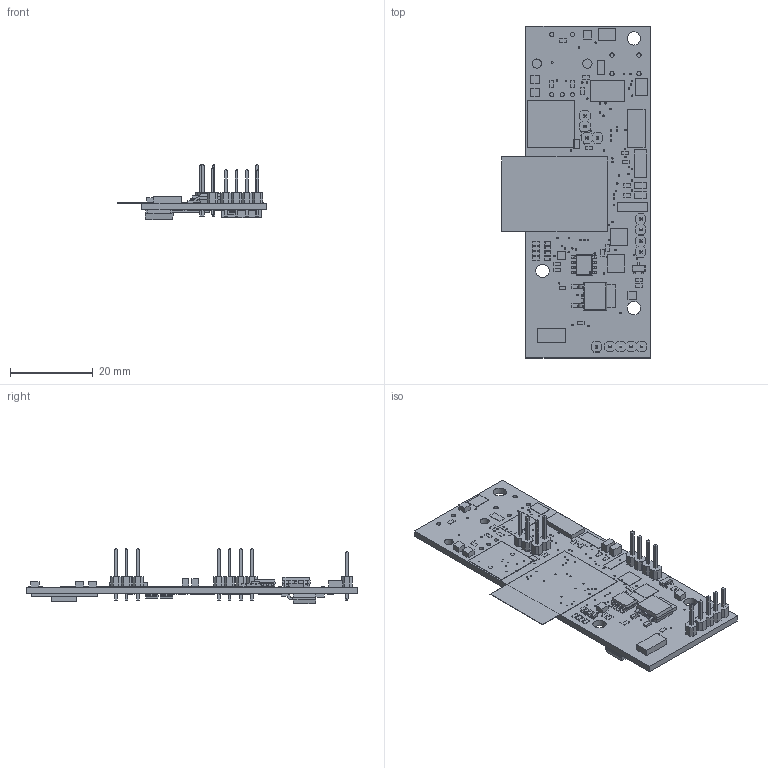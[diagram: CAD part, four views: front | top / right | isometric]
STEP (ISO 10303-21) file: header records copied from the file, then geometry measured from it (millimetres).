
FILE_DESCRIPTION(/* description */ (''),/* implementation_level */ '2;1');
FILE_NAME(/* name */ 'main_board v16.step',/* time_stamp */ '2018-12-28T10:58:34+01:00',/* author */ ('Martin Kousal'),/* organization */ (''),/* preprocessor_version */ 'ST-DEVELOPER v17.2',/* originating_system */ 'Autodesk Translation Framework v7.6.0.251',/* authorisation */ '');
FILE_SCHEMA (('AUTOMOTIVE_DESIGN { 1 0 10303 214 3 1 1 }'));
Length unit declared in the file: millimetre
Products named in the file (30): main_board; PCB Component; Board; 10u; SOP65P640X120-17N; PINH2X02SMD; blue; IRFR5305; 2N7002; 330; 100n; 10u_1; LFDPAK?C; 2u2; BC817; MCP3202SN; STEPDOWN; 1X01; Si4134; SK34; ESP-WROOM-32; PIEZO; PINH2X03SMD; VIBRATE_SW; POWER_IN; EC12E_SW; TPSQTP20SQ; B3F-31XX; START_BTN; SJ
Assembly tree (81 placements, depth 3):
  main_board
    PCB Component
      Board
      10u  x2
      SOP65P640X120-17N
      PINH2X02SMD  x2
      blue  x4
      IRFR5305  x2
      2N7002
      330  x24
      100n  x12
      10u_1
      LFDPAK?C  x2
      2u2  x2
      BC817  x3
      MCP3202SN
      STEPDOWN
      1X01
      Si4134
      SK34
      ESP-WROOM-32
      PIEZO
      PINH2X03SMD
      VIBRATE_SW  x4
      POWER_IN
      EC12E_SW
      TPSQTP20SQ  x5
      B3F-31XX
      START_BTN
      SJ  x2
Bounding box: 35.87 x 80 x 13.3 mm (x, y, z)
Volume: 4650.9 mm3; surface area: 9634.8 mm2
Topology: 80 solids, 80 shells, 1370 faces, 3302 edges, 2123 vertices
Faces by surface type: plane 1129, cylinder 241
Full cylindrical faces by diameter (mm): 0.35 x122, 1 x5, 1.016 x21, 1.194 x2, 1.499 x2, 2.2 x2, 3.2 x3
Entity records: 24063 total; most frequent: DIRECTION 3903, CARTESIAN_POINT 3824, ORIENTED_EDGE 3638, EDGE_CURVE 1819, LINE 1399, VECTOR 1399, AXIS2_PLACEMENT_3D 1252, VERTEX_POINT 1169
